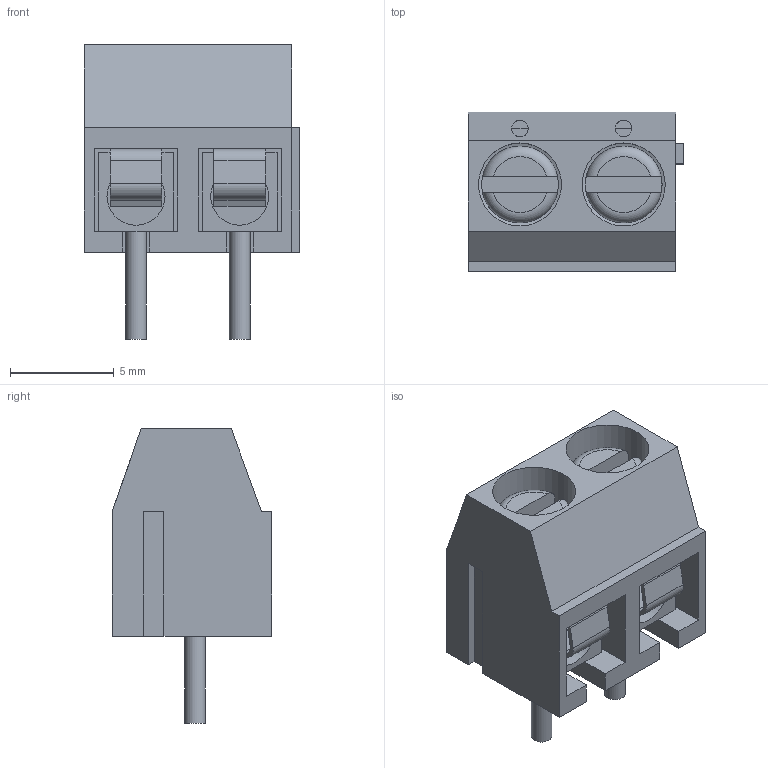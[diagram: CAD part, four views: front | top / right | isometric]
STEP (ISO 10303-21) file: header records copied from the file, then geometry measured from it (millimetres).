
FILE_DESCRIPTION(/* description */ (''),/* implementation_level */ '2;1');
FILE_NAME(/* name */ 'CONN-TH_P5.00_KF301-5.0-2P.step',/* time_stamp */ '2023-05-04T23:24:07+08:00',/* author */ (''),/* organization */ (''),/* preprocessor_version */ 'ST-DEVELOPER v19.2',/* originating_system */ 'Autodesk Translation Framework v12.4.0.73',/* authorisation */ '');
FILE_SCHEMA (('AUTOMOTIVE_DESIGN { 1 0 10303 214 3 1 1 }'));
Length unit declared in the file: millimetre
Products named in the file (3): U6; CONN-TH_P5.00_KF301-5.0-2P; COMPOUND (8)
Assembly tree (2 placements, depth 3):
  U6
    CONN-TH_P5.00_KF301-5.0-2P
      COMPOUND (8)
Bounding box: 10.4 x 7.7 x 14.2 mm (x, y, z)
Volume: 462.4 mm3; surface area: 1206.5 mm2
Topology: 14 solids, 14 shells, 604 faces, 1716 edges, 1140 vertices
Faces by surface type: plane 374, bspline 194, cylinder 30, torus 4, cone 2
Full cylindrical faces by diameter (mm): 0.8 x2, 1 x2, 2.3 x2, 2.8 x2, 3 x2, 3.7 x2, 4 x2
Entity records: 24600 total; most frequent: CARTESIAN_POINT 9287, ORIENTED_EDGE 3432, DIRECTION 2394, EDGE_CURVE 1716, LINE 1220, VECTOR 1220, VERTEX_POINT 1140, EDGE_LOOP 644
